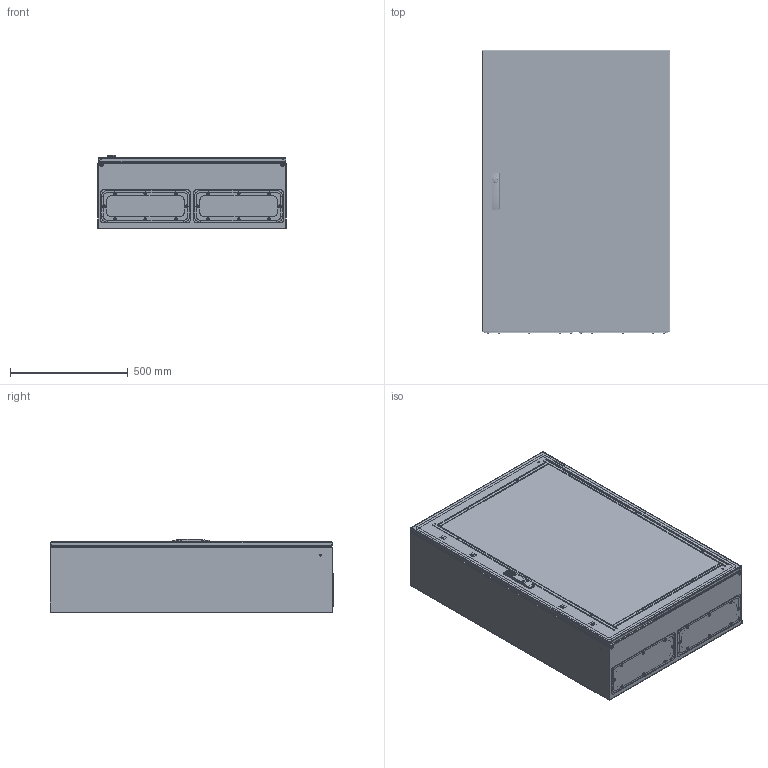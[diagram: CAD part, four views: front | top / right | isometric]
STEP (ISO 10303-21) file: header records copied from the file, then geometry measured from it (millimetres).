
FILE_DESCRIPTION (( 'STEP AP203' ), '1' );
FILE_NAME ('AT-1260.step', '2009-09-28T10:15:48', ( '' ), ( '' ), 'SwSTEP 2.0', 'SolidWorks 2007', '' );
FILE_SCHEMA (( 'CONFIG_CONTROL_DESIGN' ));
Products named in the file (42): ENG-001730_DIN 6330 M8; ENG-000876_DIN 934 M8; ENG-000884_M8; ENG-001403_03B15-019; ENG-00045A_Normal; 060620061404_03U15-019; ENG-000138_M8x25; A-GEH_USE_VH_03E15-019-01 AT-1260; ENG-000872_ohne Deckelteil; ENG-001755_1242; ENG-001754_132; ENG-000732_03E20-019-01; ENG-000754_03B30-019; ENG-001084_568 längere Stange; ENG-001084_568 kürzere Stange; 050920050937_Betätigungseinsatz 3mm Db; 02092005160250_Standard; ENG-20052202-7_Standard; 200702201413_Standard; 1855_Standard; SCHL_SSELS3123_920; 040520061108_03U30-019; ENG-000169_508; ENG-000929_LS-1094; ENG-000929_LS-646; 040520061415_800 x 1200; ENG-000963_M5 X 0.8 (6MM LONG); ENG-005950_6mm; ENG-000268_509; ENGB-000201_510; ENG-000098_M6; ENG-6_568 geschlossen; EMKA_Ohne Erdungsplatte PA ; ENG-000020_Standard; ENG-010195_Standard; ENG-000806_03E31-019-01; ENG-000138_M6x20; ENG-000928_03E00-000-01; ENG-001424_03B00-000; 10042007081850_Standard ...
Assembly tree (123 placements, depth 5):
  AT-1260
    ENG-000884_M8  x8
    ENG-001739_DIN 7983 4,8 x 9,5  x16
    ENG-000876_DIN 934 M8  x4
    ENG-001730_DIN 6330 M8  x4
    ENG-000754_03B30-019
      ENG-000098_M6  x14
      1855_Standard  x4
      ENG-6_568 geschlossen
        ENG-001084_568 kürzere Stange
        EMKA_Ohne Erdungsplatte PA 
        050920050937_Betätigungseinsatz 3mm Db
          02092005160250_Standard
          ENG-000020_Standard
        ENG-001084_568 längere Stange
        ENG-20052202-7_Standard
        ENG-010195_Standard
        200702201413_Standard
      ENG-000929_LS-1094  x2
      ENG-000929_LS-646  x2
      SCHL_SSELS3123_920
      040520061108_03U30-019
        ENG-000138_M6x20  x16
        ENG-000169_508  x3
        ENG-000806_03E31-019-01
      040520061415_800 x 1200
    ENG-001403_03B15-019
      ENG-005950_6mm  x6
        ENG-000963_M5 X 0.8 (6MM LONG)
        ENG-00045A_Normal
      ENG-000872_ohne Deckelteil  x3
        ENG-000268_509
        ENGB-000201_510
      ENG-001755_1242  x6
      ENG-001754_132  x2
      060620061404_03U15-019
        ENG-000138_M8x25  x4
        A-GEH_USE_VH_03E15-019-01 AT-1260
        ENG-000138_M6x20  x2
    ENG-001424_03B00-000  x2
      ENG-000928_03E00-000-01
      10042007081850_Standard
    ENG-000732_03E20-019-01
Bounding box: 800 x 1205.47 x 312.62 mm (x, y, z)
Volume: 7621760.2 mm3; surface area: 8967856.9 mm2
Topology: 116 solids, 138 shells, 4994 faces, 13120 edges, 8429 vertices
Faces by surface type: plane 2232, cylinder 1705, cone 474, bspline 323, torus 200, sphere 60
Entity records: 89935 total; most frequent: CARTESIAN_POINT 23091, DIRECTION 12556, ORIENTED_EDGE 12418, EDGE_CURVE 6442, AXIS2_PLACEMENT_3D 4458, VERTEX_POINT 4193, VECTOR 3640, LINE 3640
